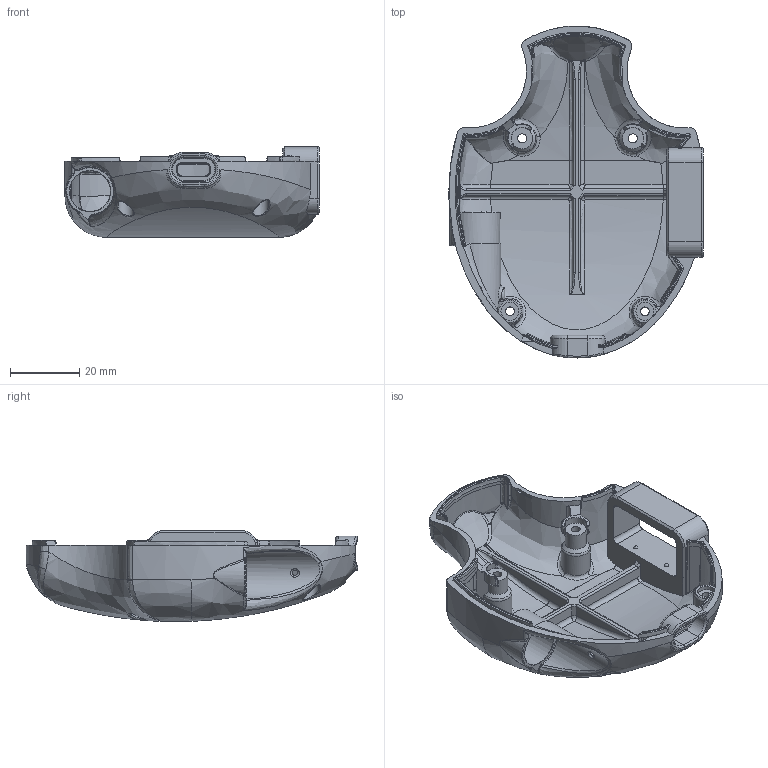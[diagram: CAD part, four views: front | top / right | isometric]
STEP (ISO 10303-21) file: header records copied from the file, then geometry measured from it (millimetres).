
FILE_DESCRIPTION(/* description */ (''),/* implementation_level */ '2;1');
FILE_NAME(/* name */ 'FreeSK8-Bruce-Shell-Bottom-v1.2.stp',/* time_stamp */ '2021-06-08T20:24:32-07:00',/* author */ ('andre'),/* organization */ (''),/* preprocessor_version */ 'ST-DEVELOPER v17',/* originating_system */ 'Autodesk Inventor 2019',/* authorisation */ '');
FILE_SCHEMA (('AUTOMOTIVE_DESIGN { 1 0 10303 214 3 1 1 }'));
Length unit declared in the file: millimetre
Products named in the file (1): RoboPuck-Shell-Bottom
Bounding box: 73.54 x 95.99 x 26.19 mm (x, y, z)
Volume: 21900.6 mm3; surface area: 21540.4 mm2
Topology: 3 solids, 3 shells, 717 faces, 1855 edges, 1127 vertices
Faces by surface type: bspline 356, plane 139, cylinder 139, torus 40, cone 24, sphere 19
Full cylindrical faces by diameter (mm): 1.6 x1, 2.5 x2, 2.6 x2, 4.6 x4, 5.2 x2, 11.8 x1
Entity records: 37024 total; most frequent: CARTESIAN_POINT 22242, ORIENTED_EDGE 3662, DIRECTION 2132, EDGE_CURVE 1831, VERTEX_POINT 1129, B_SPLINE_CURVE_WITH_KNOTS 926, AXIS2_PLACEMENT_3D 880, EDGE_LOOP 743
